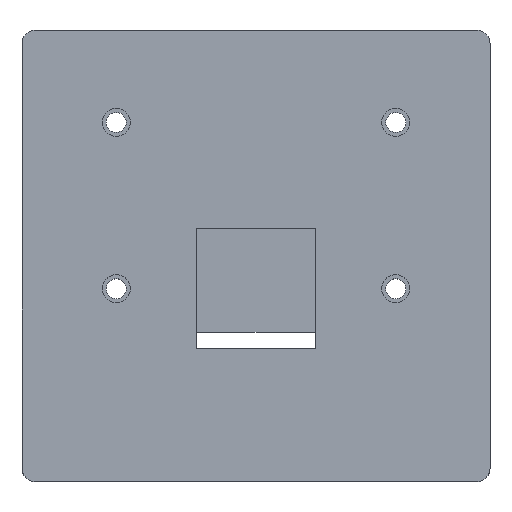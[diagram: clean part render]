
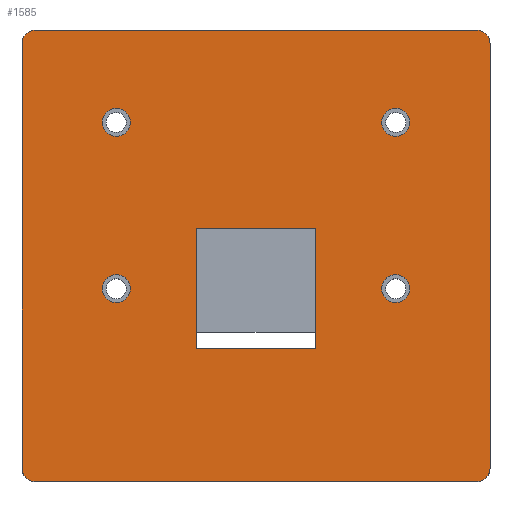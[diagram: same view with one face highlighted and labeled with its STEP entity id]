
A CAD part, top view. The second image highlights one B-rep face of the part: STEP entity #1585.
In plain terms, the highlighted planar face has unit normal (0, 0, 1).
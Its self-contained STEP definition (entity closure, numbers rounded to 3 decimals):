
#25=FACE_BOUND('',#221,.T.);
#26=FACE_BOUND('',#222,.T.);
#27=FACE_BOUND('',#223,.T.);
#28=FACE_BOUND('',#224,.T.);
#29=FACE_BOUND('',#225,.T.);
#74=PLANE('',#1705);
#135=FACE_OUTER_BOUND('',#220,.T.);
#220=EDGE_LOOP('',(#1229,#1230,#1231,#1232,#1233,#1234,#1235,#1236));
#221=EDGE_LOOP('',(#1237,#1238,#1239,#1240));
#222=EDGE_LOOP('',(#1241));
#223=EDGE_LOOP('',(#1242));
#224=EDGE_LOOP('',(#1243));
#225=EDGE_LOOP('',(#1244));
#304=LINE('',#2293,#472);
#310=LINE('',#2308,#478);
#312=LINE('',#2314,#480);
#366=LINE('',#2446,#534);
#369=LINE('',#2452,#537);
#372=LINE('',#2458,#540);
#375=LINE('',#2462,#543);
#377=LINE('',#2465,#545);
#472=VECTOR('',#1825,10.);
#478=VECTOR('',#1841,10.);
#480=VECTOR('',#1849,10.);
#534=VECTOR('',#1971,10.);
#537=VECTOR('',#1976,10.);
#540=VECTOR('',#1981,10.);
#543=VECTOR('',#1986,10.);
#545=VECTOR('',#1990,10.);
#630=CIRCLE('',#1652,1.);
#635=CIRCLE('',#1660,1.);
#636=CIRCLE('',#1662,1.);
#637=CIRCLE('',#1665,1.);
#642=CIRCLE('',#1689,1.05);
#644=CIRCLE('',#1692,1.05);
#646=CIRCLE('',#1695,1.05);
#648=CIRCLE('',#1698,1.05);
#683=VERTEX_POINT('',#2261);
#684=VERTEX_POINT('',#2262);
#697=VERTEX_POINT('',#2292);
#698=VERTEX_POINT('',#2296);
#699=VERTEX_POINT('',#2300);
#700=VERTEX_POINT('',#2301);
#701=VERTEX_POINT('',#2306);
#702=VERTEX_POINT('',#2310);
#739=VERTEX_POINT('',#2420);
#740=VERTEX_POINT('',#2425);
#741=VERTEX_POINT('',#2430);
#742=VERTEX_POINT('',#2435);
#745=VERTEX_POINT('',#2443);
#746=VERTEX_POINT('',#2445);
#748=VERTEX_POINT('',#2451);
#750=VERTEX_POINT('',#2457);
#832=EDGE_CURVE('',#683,#684,#630,.T.);
#847=EDGE_CURVE('',#697,#684,#304,.T.);
#849=EDGE_CURVE('',#697,#698,#635,.T.);
#851=EDGE_CURVE('',#699,#700,#636,.T.);
#855=EDGE_CURVE('',#699,#701,#310,.T.);
#856=EDGE_CURVE('',#702,#701,#637,.T.);
#858=EDGE_CURVE('',#702,#698,#312,.T.);
#910=EDGE_CURVE('',#739,#739,#642,.T.);
#913=EDGE_CURVE('',#740,#740,#644,.T.);
#916=EDGE_CURVE('',#741,#741,#646,.T.);
#919=EDGE_CURVE('',#742,#742,#648,.T.);
#924=EDGE_CURVE('',#746,#745,#366,.T.);
#927=EDGE_CURVE('',#748,#746,#369,.T.);
#930=EDGE_CURVE('',#750,#748,#372,.T.);
#933=EDGE_CURVE('',#745,#750,#375,.T.);
#935=EDGE_CURVE('',#683,#700,#377,.T.);
#1229=ORIENTED_EDGE('',*,*,#832,.F.);
#1230=ORIENTED_EDGE('',*,*,#935,.T.);
#1231=ORIENTED_EDGE('',*,*,#851,.F.);
#1232=ORIENTED_EDGE('',*,*,#855,.T.);
#1233=ORIENTED_EDGE('',*,*,#856,.F.);
#1234=ORIENTED_EDGE('',*,*,#858,.T.);
#1235=ORIENTED_EDGE('',*,*,#849,.F.);
#1236=ORIENTED_EDGE('',*,*,#847,.T.);
#1237=ORIENTED_EDGE('',*,*,#933,.T.);
#1238=ORIENTED_EDGE('',*,*,#930,.T.);
#1239=ORIENTED_EDGE('',*,*,#927,.T.);
#1240=ORIENTED_EDGE('',*,*,#924,.T.);
#1241=ORIENTED_EDGE('',*,*,#919,.T.);
#1242=ORIENTED_EDGE('',*,*,#916,.T.);
#1243=ORIENTED_EDGE('',*,*,#913,.T.);
#1244=ORIENTED_EDGE('',*,*,#910,.T.);
#1585=ADVANCED_FACE('',(#135,#25,#26,#27,#28,#29),#74,.T.);
#1652=AXIS2_PLACEMENT_3D('',#2263,#1801,#1802);
#1660=AXIS2_PLACEMENT_3D('',#2297,#1829,#1830);
#1662=AXIS2_PLACEMENT_3D('',#2302,#1834,#1835);
#1665=AXIS2_PLACEMENT_3D('',#2311,#1844,#1845);
#1689=AXIS2_PLACEMENT_3D('',#2421,#1941,#1942);
#1692=AXIS2_PLACEMENT_3D('',#2426,#1948,#1949);
#1695=AXIS2_PLACEMENT_3D('',#2431,#1955,#1956);
#1698=AXIS2_PLACEMENT_3D('',#2436,#1962,#1963);
#1705=AXIS2_PLACEMENT_3D('',#2466,#1991,#1992);
#1801=DIRECTION('center_axis',(0.,0.,-1.));
#1802=DIRECTION('ref_axis',(-0.707,-0.707,0.));
#1825=DIRECTION('',(0.,-1.,0.));
#1829=DIRECTION('center_axis',(0.,0.,-1.));
#1830=DIRECTION('ref_axis',(-0.707,0.707,0.));
#1834=DIRECTION('center_axis',(0.,0.,-1.));
#1835=DIRECTION('ref_axis',(0.707,-0.707,0.));
#1841=DIRECTION('',(0.,1.,0.));
#1844=DIRECTION('center_axis',(0.,0.,-1.));
#1845=DIRECTION('ref_axis',(0.707,0.707,0.));
#1849=DIRECTION('',(-1.,0.,0.));
#1941=DIRECTION('center_axis',(0.,0.,-1.));
#1942=DIRECTION('ref_axis',(1.,0.,0.));
#1948=DIRECTION('center_axis',(0.,0.,-1.));
#1949=DIRECTION('ref_axis',(1.,0.,0.));
#1955=DIRECTION('center_axis',(0.,0.,-1.));
#1956=DIRECTION('ref_axis',(1.,0.,0.));
#1962=DIRECTION('center_axis',(0.,0.,-1.));
#1963=DIRECTION('ref_axis',(1.,0.,0.));
#1971=DIRECTION('',(1.,0.,0.));
#1976=DIRECTION('',(0.,1.,0.));
#1981=DIRECTION('',(-1.,0.,0.));
#1986=DIRECTION('',(0.,-1.,0.));
#1990=DIRECTION('',(1.,0.,0.));
#1991=DIRECTION('center_axis',(0.,0.,1.));
#1992=DIRECTION('ref_axis',(1.,0.,0.));
#2261=CARTESIAN_POINT('',(-16.585,-16.96,1.8));
#2262=CARTESIAN_POINT('',(-17.585,-15.96,1.8));
#2263=CARTESIAN_POINT('Origin',(-16.585,-15.96,1.8));
#2292=CARTESIAN_POINT('',(-17.585,15.96,1.8));
#2293=CARTESIAN_POINT('',(-17.585,-16.96,1.8));
#2296=CARTESIAN_POINT('',(-16.585,16.96,1.8));
#2297=CARTESIAN_POINT('Origin',(-16.585,15.96,1.8));
#2300=CARTESIAN_POINT('',(17.585,-15.96,1.8));
#2301=CARTESIAN_POINT('',(16.585,-16.96,1.8));
#2302=CARTESIAN_POINT('Origin',(16.585,-15.96,1.8));
#2306=CARTESIAN_POINT('',(17.585,15.96,1.8));
#2308=CARTESIAN_POINT('',(17.585,16.96,1.8));
#2310=CARTESIAN_POINT('',(16.585,16.96,1.8));
#2311=CARTESIAN_POINT('Origin',(16.585,15.96,1.8));
#2314=CARTESIAN_POINT('',(-17.585,16.96,1.8));
#2420=CARTESIAN_POINT('',(-11.55,10.04,1.8));
#2421=CARTESIAN_POINT('Origin',(-10.5,10.04,1.8));
#2425=CARTESIAN_POINT('',(9.45,10.04,1.8));
#2426=CARTESIAN_POINT('Origin',(10.5,10.04,1.8));
#2430=CARTESIAN_POINT('',(9.45,-2.46,1.8));
#2431=CARTESIAN_POINT('Origin',(10.5,-2.46,1.8));
#2435=CARTESIAN_POINT('',(-11.55,-2.46,1.8));
#2436=CARTESIAN_POINT('Origin',(-10.5,-2.46,1.8));
#2443=CARTESIAN_POINT('',(4.5,2.04,1.8));
#2445=CARTESIAN_POINT('',(-4.5,2.04,1.8));
#2446=CARTESIAN_POINT('',(4.5,2.04,1.8));
#2451=CARTESIAN_POINT('',(-4.5,-6.96,1.8));
#2452=CARTESIAN_POINT('',(-4.5,2.04,1.8));
#2457=CARTESIAN_POINT('',(4.5,-6.96,1.8));
#2458=CARTESIAN_POINT('',(-4.5,-6.96,1.8));
#2462=CARTESIAN_POINT('',(4.5,-6.96,1.8));
#2465=CARTESIAN_POINT('',(17.585,-16.96,1.8));
#2466=CARTESIAN_POINT('Origin',(0.,0.,1.8));
